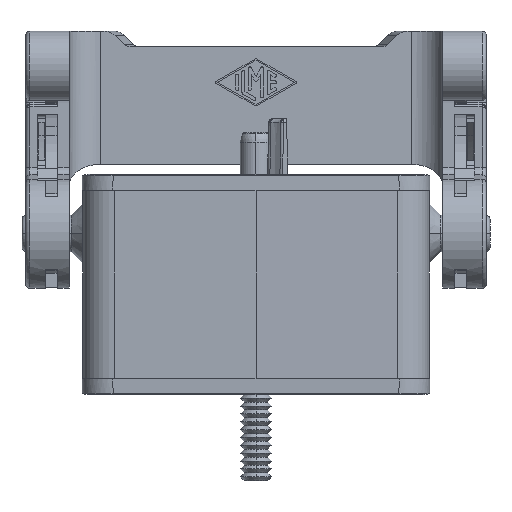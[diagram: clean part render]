
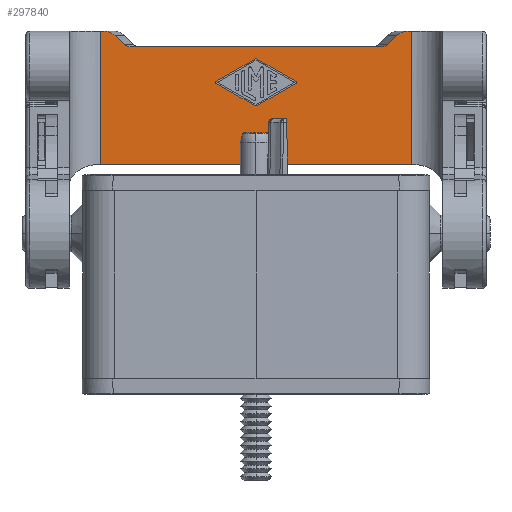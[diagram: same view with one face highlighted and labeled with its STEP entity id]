
A CAD part, front view. The second image highlights one B-rep face of the part: STEP entity #297840.
In plain terms, the highlighted planar face has unit normal (0, -1, 0).
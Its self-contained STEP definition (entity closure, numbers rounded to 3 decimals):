
#134810=CARTESIAN_POINT('',(78.332,80.705,
102.3));
#134820=VERTEX_POINT('',#134810);
#134850=CARTESIAN_POINT('',(82.582,80.705,
102.3));
#134860=DIRECTION('',(-1.,0.,0.));
#134870=VECTOR('',#134860,1.);
#134880=LINE('',#134850,#134870);
#134890=CARTESIAN_POINT('',(77.912,80.705,
102.3));
#134900=VERTEX_POINT('',#134890);
#134910=EDGE_CURVE('',#134820,#134900,#134880,.T.);
#166750=CARTESIAN_POINT('',(38.832,80.705,
85.385));
#166760=VERTEX_POINT('',#166750);
#166790=CARTESIAN_POINT('',(82.582,80.705,
85.385));
#166800=DIRECTION('',(-1.,0.,0.));
#166810=VECTOR('',#166800,1.);
#166820=LINE('',#166790,#166810);
#166830=CARTESIAN_POINT('',(78.332,80.705,
85.385));
#166840=VERTEX_POINT('',#166830);
#166850=EDGE_CURVE('',#166840,#166760,#166820,.T.);
#261570=CARTESIAN_POINT('',(74.555,80.705,
100.3));
#261580=VERTEX_POINT('',#261570);
#261610=CARTESIAN_POINT('',(82.582,80.705,
100.3));
#261620=DIRECTION('',(1.,0.,0.));
#261630=VECTOR('',#261620,1.);
#261640=LINE('',#261610,#261630);
#261650=CARTESIAN_POINT('',(42.609,80.705,
100.3));
#261660=VERTEX_POINT('',#261650);
#261670=EDGE_CURVE('',#261660,#261580,#261640,.T.);
#272680=CARTESIAN_POINT('',(42.609,80.705,
101.3));
#272690=DIRECTION('',(0.,1.,0.));
#272700=DIRECTION('',(1.,0.,0.));
#272710=AXIS2_PLACEMENT_3D('',#272680,#272690,#272700);
#272720=ELLIPSE('',#272710,1.035,1.);
#272730=CARTESIAN_POINT('',(41.876,80.705,
100.593));
#272740=VERTEX_POINT('',#272730);
#272750=EDGE_CURVE('',#261660,#272740,#272720,.T.);
#273310=CARTESIAN_POINT('',(40.716,80.705,
101.714));
#273320=VERTEX_POINT('',#273310);
#273350=CARTESIAN_POINT('',(39.251,80.705,
100.3));
#273360=DIRECTION('',(0.,1.,0.));
#273370=DIRECTION('',(1.,0.,0.));
#273380=AXIS2_PLACEMENT_3D('',#273350,#273360,#273370);
#273390=ELLIPSE('',#273380,2.071,2.);
#273400=CARTESIAN_POINT('',(39.251,80.705,
102.3));
#273410=VERTEX_POINT('',#273400);
#273420=EDGE_CURVE('',#273410,#273320,#273390,.T.);
#273700=CARTESIAN_POINT('',(38.832,80.705,
102.3));
#273710=VERTEX_POINT('',#273700);
#273760=CARTESIAN_POINT('',(38.832,80.705,
210.832));
#273770=DIRECTION('',(0.,0.,1.));
#273780=VECTOR('',#273770,1.);
#273790=LINE('',#273760,#273780);
#273800=EDGE_CURVE('',#166760,#273710,#273790,.T.);
#295780=CARTESIAN_POINT('',(82.582,80.705,
102.3));
#295790=DIRECTION('',(1.,0.,0.));
#295800=VECTOR('',#295790,1.);
#295810=LINE('',#295780,#295800);
#295820=EDGE_CURVE('',#273710,#273410,#295810,.T.);
#296640=CARTESIAN_POINT('',(71.832,80.705,
90.517));
#296650=DIRECTION('',(0.,1.,0.));
#296660=DIRECTION('',(1.,0.,0.));
#296670=AXIS2_PLACEMENT_3D('',#296640,#296650,#296660);
#296680=PLANE('',#296670);
#296690=CARTESIAN_POINT('',(53.482,80.705,
95.8));
#296700=DIRECTION('',(0.,-1.,0.));
#296710=DIRECTION('',(1.,0.,0.));
#296720=AXIS2_PLACEMENT_3D('',#296690,#296700,#296710);
#296730=CIRCLE('',#296720,0.1);
#296740=CARTESIAN_POINT('',(53.432,80.705,
95.887));
#296750=VERTEX_POINT('',#296740);
#296760=CARTESIAN_POINT('',(53.432,80.705,
95.713));
#296770=VERTEX_POINT('',#296760);
#296780=EDGE_CURVE('',#296750,#296770,#296730,.T.);
#296790=ORIENTED_EDGE('',*,*,#296780,.F.);
#296800=CARTESIAN_POINT('',(82.582,80.705,
79.051));
#296810=DIRECTION('',(-0.868,0.,
0.496));
#296820=VECTOR('',#296810,1.);
#296830=LINE('',#296800,#296820);
#296840=CARTESIAN_POINT('',(58.482,80.705,
92.826));
#296850=VERTEX_POINT('',#296840);
#296860=EDGE_CURVE('',#296850,#296770,#296830,.T.);
#296870=ORIENTED_EDGE('',*,*,#296860,.T.);
#296880=CARTESIAN_POINT('',(58.582,80.705,
93.));
#296890=DIRECTION('',(0.,-1.,0.));
#296900=DIRECTION('',(1.,0.,0.));
#296910=AXIS2_PLACEMENT_3D('',#296880,#296890,#296900);
#296920=CIRCLE('',#296910,0.2);
#296930=CARTESIAN_POINT('',(58.681,80.705,
92.826));
#296940=VERTEX_POINT('',#296930);
#296950=EDGE_CURVE('',#296850,#296940,#296920,.T.);
#296960=ORIENTED_EDGE('',*,*,#296950,.F.);
#296970=CARTESIAN_POINT('',(82.582,80.705,
106.488));
#296980=DIRECTION('',(-0.868,0.,
-0.496));
#296990=VECTOR('',#296980,1.);
#297000=LINE('',#296970,#296990);
#297010=CARTESIAN_POINT('',(63.731,80.705,
95.713));
#297020=VERTEX_POINT('',#297010);
#297030=EDGE_CURVE('',#297020,#296940,#297000,.T.);
#297040=ORIENTED_EDGE('',*,*,#297030,.T.);
#297050=CARTESIAN_POINT('',(63.682,80.705,
95.8));
#297060=DIRECTION('',(0.,-1.,0.));
#297070=DIRECTION('',(1.,0.,0.));
#297080=AXIS2_PLACEMENT_3D('',#297050,#297060,#297070);
#297090=CIRCLE('',#297080,0.1);
#297100=CARTESIAN_POINT('',(63.731,80.705,
95.887));
#297110=VERTEX_POINT('',#297100);
#297120=EDGE_CURVE('',#297020,#297110,#297090,.T.);
#297130=ORIENTED_EDGE('',*,*,#297120,.F.);
#297140=CARTESIAN_POINT('',(82.582,80.705,
85.112));
#297150=DIRECTION('',(0.868,0.,
-0.496));
#297160=VECTOR('',#297150,1.);
#297170=LINE('',#297140,#297160);
#297180=CARTESIAN_POINT('',(58.681,80.705,
98.774));
#297190=VERTEX_POINT('',#297180);
#297200=EDGE_CURVE('',#297190,#297110,#297170,.T.);
#297210=ORIENTED_EDGE('',*,*,#297200,.T.);
#297220=CARTESIAN_POINT('',(58.582,80.705,
98.6));
#297230=DIRECTION('',(0.,-1.,0.));
#297240=DIRECTION('',(1.,0.,0.));
#297250=AXIS2_PLACEMENT_3D('',#297220,#297230,#297240);
#297260=CIRCLE('',#297250,0.2);
#297270=CARTESIAN_POINT('',(58.482,80.705,
98.774));
#297280=VERTEX_POINT('',#297270);
#297290=EDGE_CURVE('',#297190,#297280,#297260,.T.);
#297300=ORIENTED_EDGE('',*,*,#297290,.F.);
#297310=CARTESIAN_POINT('',(82.582,80.705,
112.549));
#297320=DIRECTION('',(0.868,0.,
0.496));
#297330=VECTOR('',#297320,1.);
#297340=LINE('',#297310,#297330);
#297350=EDGE_CURVE('',#296750,#297280,#297340,.T.);
#297360=ORIENTED_EDGE('',*,*,#297350,.T.);
#297370=EDGE_LOOP('',(#297360,#297300,#297210,#297130,#297040,#296960,
#296870,#296790));
#297380=FACE_BOUND('',#297370,.T.);
#297390=ORIENTED_EDGE('',*,*,#166850,.F.);
#297400=ORIENTED_EDGE('',*,*,#273800,.F.);
#297410=ORIENTED_EDGE('',*,*,#295820,.F.);
#297420=ORIENTED_EDGE('',*,*,#273420,.F.);
#297430=CARTESIAN_POINT('',(82.582,80.705,
61.275));
#297440=DIRECTION('',(-0.719,0.,
0.695));
#297450=VECTOR('',#297440,1.);
#297460=LINE('',#297430,#297450);
#297470=EDGE_CURVE('',#272740,#273320,#297460,.T.);
#297480=ORIENTED_EDGE('',*,*,#297470,.T.);
#297490=ORIENTED_EDGE('',*,*,#272750,.T.);
#297500=ORIENTED_EDGE('',*,*,#261670,.F.);
#297510=CARTESIAN_POINT('',(74.555,80.705,
101.3));
#297520=DIRECTION('',(0.,1.,0.));
#297530=DIRECTION('',(1.,0.,0.));
#297540=AXIS2_PLACEMENT_3D('',#297510,#297520,#297530);
#297550=ELLIPSE('',#297540,1.035,1.);
#297560=CARTESIAN_POINT('',(75.287,80.705,
100.593));
#297570=VERTEX_POINT('',#297560);
#297580=EDGE_CURVE('',#297570,#261580,#297550,.T.);
#297590=ORIENTED_EDGE('',*,*,#297580,.T.);
#297600=CARTESIAN_POINT('',(82.582,80.705,
107.639));
#297610=DIRECTION('',(0.719,0.,
0.695));
#297620=VECTOR('',#297610,1.);
#297630=LINE('',#297600,#297620);
#297640=CARTESIAN_POINT('',(76.448,80.705,
101.714));
#297650=VERTEX_POINT('',#297640);
#297660=EDGE_CURVE('',#297570,#297650,#297630,.T.);
#297670=ORIENTED_EDGE('',*,*,#297660,.F.);
#297680=CARTESIAN_POINT('',(77.912,80.705,
100.3));
#297690=DIRECTION('',(0.,1.,0.));
#297700=DIRECTION('',(1.,0.,0.));
#297710=AXIS2_PLACEMENT_3D('',#297680,#297690,#297700);
#297720=ELLIPSE('',#297710,2.071,2.);
#297730=EDGE_CURVE('',#297650,#134900,#297720,.T.);
#297740=ORIENTED_EDGE('',*,*,#297730,.F.);
#297750=ORIENTED_EDGE('',*,*,#134910,.T.);
#297760=CARTESIAN_POINT('',(78.332,80.705,
210.832));
#297770=DIRECTION('',(0.,0.,-1.));
#297780=VECTOR('',#297770,1.);
#297790=LINE('',#297760,#297780);
#297800=EDGE_CURVE('',#134820,#166840,#297790,.T.);
#297810=ORIENTED_EDGE('',*,*,#297800,.F.);
#297820=EDGE_LOOP('',(#297810,#297750,#297740,#297670,#297590,#297500,
#297490,#297480,#297420,#297410,#297400,#297390));
#297830=FACE_OUTER_BOUND('',#297820,.T.);
#297840=ADVANCED_FACE('',(#297380,#297830),#296680,.F.);
